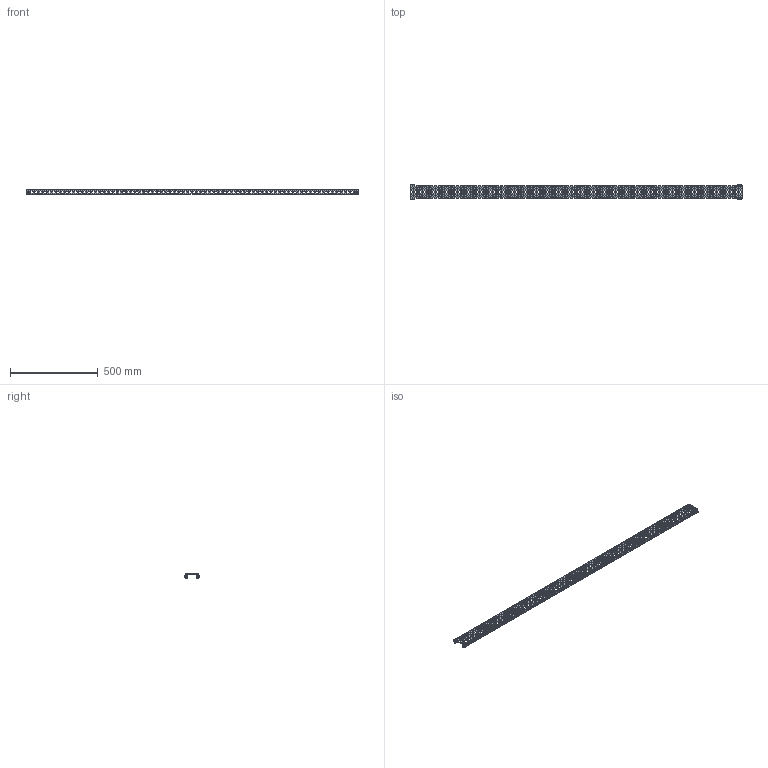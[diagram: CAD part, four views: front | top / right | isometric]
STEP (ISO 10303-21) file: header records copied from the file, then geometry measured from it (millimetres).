
FILE_DESCRIPTION (( 'STEP AP203' ), '1' );
FILE_NAME ('U0731202373 Êîìïëåêò ïëàíîê ìîíòàæíûõ 23õ73 òèï Ê LC2_RS52 00.200 (000.801.476-09).STEP', '2022-04-20T06:27:40', ( '' ), ( '' ), 'SwSTEP 2.0', 'SolidWorks 2017', '' );
FILE_SCHEMA (( 'CONFIG_CONTROL_DESIGN' ));
Length unit declared in the file: millimetre
Products named in the file (7): Âèíò DIN 7984 TORX_Œ6å16; Ãàéêà êëåòåâàÿ_Œ6-4€; Âèíò DIN 7500 C TORX_Œ5å12; U0731202373 Êîìïëåêò ïëàíîê ìîíòàæíûõ 23õ73 òèï Ê LC2_RS52 00.200 (000.801.476-09); Ãàéêà êâàäðàòíàÿ_Œ6-2‚; 025-271 Ïëàíêà ìîíòàæíàÿ 23õ73 RS52_09 (2000); Êëåòêà ãàéêè_M6-4€
Assembly tree (15 placements, depth 3):
  U0731202373 Êîìïëåêò ïëàíîê ìîíòàæíûõ 23õ73 òèï Ê LC2_RS52 00.200 (000.801.476-09)
    025-271 Ïëàíêà ìîíòàæíàÿ 23õ73 RS52_09 (2000)
    Ãàéêà êëåòåâàÿ_Œ6-4€  x4
      Êëåòêà ãàéêè_M6-4€
      Ãàéêà êâàäðàòíàÿ_Œ6-2‚
    Âèíò DIN 7984 TORX_Œ6å16  x4
    Âèíò DIN 7500 C TORX_Œ5å12  x4
Bounding box: 1891 x 89 x 25 mm (x, y, z)
Volume: 295505.1 mm3; surface area: 460450.3 mm2
Topology: 17 solids, 17 shells, 3636 faces, 10386 edges, 6796 vertices
Faces by surface type: plane 1962, cylinder 1594, bspline 32, cone 24, torus 16, sphere 8
Entity records: 109236 total; most frequent: CARTESIAN_POINT 18752, ORIENTED_EDGE 18258, DIRECTION 18132, EDGE_CURVE 9129, LINE 6244, VECTOR 6244, VERTEX_POINT 6046, AXIS2_PLACEMENT_3D 5944
